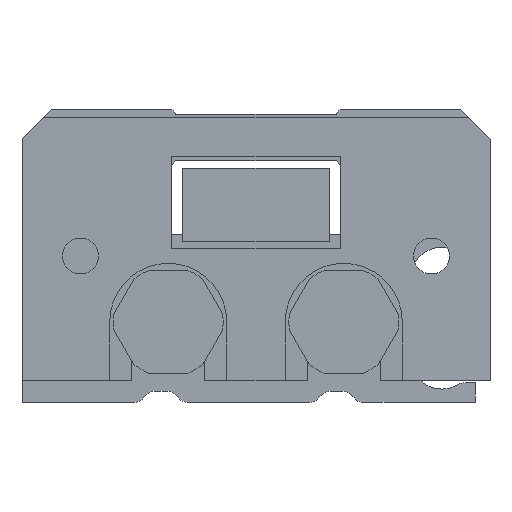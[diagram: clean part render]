
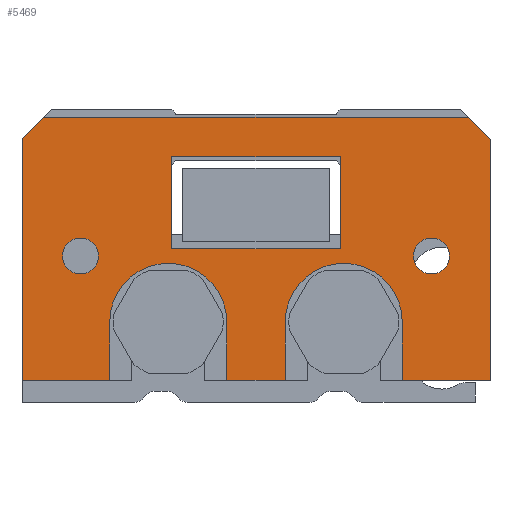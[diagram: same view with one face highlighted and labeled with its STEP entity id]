
A CAD part, front view. The second image highlights one B-rep face of the part: STEP entity #5469.
In plain terms, the highlighted planar face has unit normal (0, -1, 0).
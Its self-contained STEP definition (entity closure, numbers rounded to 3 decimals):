
#152=CIRCLE('',#5836,1.23);
#153=CIRCLE('',#5837,1.23);
#154=CIRCLE('',#5838,4.);
#155=CIRCLE('',#5839,4.);
#1004=ORIENTED_EDGE('',*,*,#1822,.F.);
#1005=ORIENTED_EDGE('',*,*,#1823,.F.);
#1006=ORIENTED_EDGE('',*,*,#1824,.F.);
#1007=ORIENTED_EDGE('',*,*,#1825,.F.);
#1008=ORIENTED_EDGE('',*,*,#1826,.T.);
#1009=ORIENTED_EDGE('',*,*,#1827,.T.);
#1010=ORIENTED_EDGE('',*,*,#1828,.T.);
#1011=ORIENTED_EDGE('',*,*,#1816,.F.);
#1012=ORIENTED_EDGE('',*,*,#1829,.F.);
#1013=ORIENTED_EDGE('',*,*,#1830,.T.);
#1014=ORIENTED_EDGE('',*,*,#1831,.F.);
#1015=ORIENTED_EDGE('',*,*,#1832,.T.);
#1016=ORIENTED_EDGE('',*,*,#1833,.F.);
#1017=ORIENTED_EDGE('',*,*,#1834,.F.);
#1018=ORIENTED_EDGE('',*,*,#1835,.F.);
#1019=ORIENTED_EDGE('',*,*,#1836,.F.);
#1020=ORIENTED_EDGE('',*,*,#1837,.F.);
#1021=ORIENTED_EDGE('',*,*,#1838,.F.);
#1022=ORIENTED_EDGE('',*,*,#1839,.T.);
#1023=ORIENTED_EDGE('',*,*,#1840,.T.);
#1816=EDGE_CURVE('',#2310,#2311,#2714,.T.);
#1822=EDGE_CURVE('',#2316,#2317,#2720,.T.);
#1823=EDGE_CURVE('',#2318,#2316,#2721,.T.);
#1824=EDGE_CURVE('',#2319,#2318,#2722,.T.);
#1825=EDGE_CURVE('',#2317,#2319,#2723,.T.);
#1826=EDGE_CURVE('',#2320,#2320,#152,.T.);
#1827=EDGE_CURVE('',#2321,#2321,#153,.T.);
#1828=EDGE_CURVE('',#2322,#2311,#2724,.T.);
#1829=EDGE_CURVE('',#2323,#2310,#2725,.T.);
#1830=EDGE_CURVE('',#2323,#2324,#2726,.F.);
#1831=EDGE_CURVE('',#2325,#2324,#2727,.T.);
#1832=EDGE_CURVE('',#2325,#2326,#2728,.F.);
#1833=EDGE_CURVE('',#2327,#2326,#2729,.T.);
#1834=EDGE_CURVE('',#2328,#2327,#2730,.T.);
#1835=EDGE_CURVE('',#2329,#2328,#2731,.T.);
#1836=EDGE_CURVE('',#2330,#2329,#154,.T.);
#1837=EDGE_CURVE('',#2331,#2330,#2732,.T.);
#1838=EDGE_CURVE('',#2332,#2331,#2733,.T.);
#1839=EDGE_CURVE('',#2332,#2333,#2734,.T.);
#1840=EDGE_CURVE('',#2333,#2322,#155,.T.);
#2310=VERTEX_POINT('',#8001);
#2311=VERTEX_POINT('',#8002);
#2316=VERTEX_POINT('',#8014);
#2317=VERTEX_POINT('',#8015);
#2318=VERTEX_POINT('',#8017);
#2319=VERTEX_POINT('',#8019);
#2320=VERTEX_POINT('',#8022);
#2321=VERTEX_POINT('',#8024);
#2322=VERTEX_POINT('',#8026);
#2323=VERTEX_POINT('',#8028);
#2324=VERTEX_POINT('',#8030);
#2325=VERTEX_POINT('',#8032);
#2326=VERTEX_POINT('',#8034);
#2327=VERTEX_POINT('',#8036);
#2328=VERTEX_POINT('',#8038);
#2329=VERTEX_POINT('',#8040);
#2330=VERTEX_POINT('',#8042);
#2331=VERTEX_POINT('',#8044);
#2332=VERTEX_POINT('',#8046);
#2333=VERTEX_POINT('',#8048);
#2714=LINE('',#8000,#3120);
#2720=LINE('',#8013,#3126);
#2721=LINE('',#8016,#3127);
#2722=LINE('',#8018,#3128);
#2723=LINE('',#8020,#3129);
#2724=LINE('',#8025,#3130);
#2725=LINE('',#8027,#3131);
#2726=LINE('',#8029,#3132);
#2727=LINE('',#8031,#3133);
#2728=LINE('',#8033,#3134);
#2729=LINE('',#8035,#3135);
#2730=LINE('',#8037,#3136);
#2731=LINE('',#8039,#3137);
#2732=LINE('',#8043,#3138);
#2733=LINE('',#8045,#3139);
#2734=LINE('',#8047,#3140);
#3120=VECTOR('',#6749,1000.);
#3126=VECTOR('',#6757,1000.);
#3127=VECTOR('',#6758,1000.);
#3128=VECTOR('',#6759,1000.);
#3129=VECTOR('',#6760,1000.);
#3130=VECTOR('',#6765,1000.);
#3131=VECTOR('',#6766,1000.);
#3132=VECTOR('',#6767,1000.);
#3133=VECTOR('',#6768,1000.);
#3134=VECTOR('',#6769,1000.);
#3135=VECTOR('',#6770,1000.);
#3136=VECTOR('',#6771,1000.);
#3137=VECTOR('',#6772,1000.);
#3138=VECTOR('',#6775,1000.);
#3139=VECTOR('',#6776,1000.);
#3140=VECTOR('',#6777,1000.);
#3499=EDGE_LOOP('',(#1004,#1005,#1006,#1007));
#3500=EDGE_LOOP('',(#1008));
#3501=EDGE_LOOP('',(#1009));
#3502=EDGE_LOOP('',(#1010,#1011,#1012,#1013,#1014,#1015,#1016,#1017,#1018,
#1019,#1020,#1021,#1022,#1023));
#3839=FACE_BOUND('',#3499,.T.);
#3840=FACE_BOUND('',#3500,.T.);
#3841=FACE_BOUND('',#3501,.T.);
#3842=FACE_BOUND('',#3502,.T.);
#4041=PLANE('',#5835);
#5469=ADVANCED_FACE('',(#3839,#3840,#3841,#3842),#4041,.F.);
#5835=AXIS2_PLACEMENT_3D('',#8012,#6755,#6756);
#5836=AXIS2_PLACEMENT_3D('',#8021,#6761,#6762);
#5837=AXIS2_PLACEMENT_3D('',#8023,#6763,#6764);
#5838=AXIS2_PLACEMENT_3D('',#8041,#6773,#6774);
#5839=AXIS2_PLACEMENT_3D('',#8049,#6778,#6779);
#6749=DIRECTION('',(-1.,0.,0.));
#6755=DIRECTION('',(0.,1.,0.));
#6756=DIRECTION('',(0.,0.,1.));
#6757=DIRECTION('',(1.,0.,0.));
#6758=DIRECTION('',(0.,0.,-1.));
#6759=DIRECTION('',(-1.,0.,0.));
#6760=DIRECTION('',(0.,0.,1.));
#6761=DIRECTION('',(0.,1.,0.));
#6762=DIRECTION('',(0.,0.,-1.));
#6763=DIRECTION('',(0.,1.,0.));
#6764=DIRECTION('',(0.,0.,-1.));
#6765=DIRECTION('',(0.,0.,-1.));
#6766=DIRECTION('',(0.,0.,-1.));
#6767=DIRECTION('',(0.707,0.,-0.707));
#6768=DIRECTION('',(1.,0.,0.));
#6769=DIRECTION('',(0.707,0.,0.707));
#6770=DIRECTION('',(0.,0.,1.));
#6771=DIRECTION('',(-1.,0.,0.));
#6772=DIRECTION('',(0.,0.,-1.));
#6773=DIRECTION('',(0.,-1.,0.));
#6774=DIRECTION('',(1.,0.,0.));
#6775=DIRECTION('',(0.,0.,1.));
#6776=DIRECTION('',(-1.,0.,0.));
#6777=DIRECTION('',(0.,0.,1.));
#6778=DIRECTION('',(0.,1.,0.));
#6779=DIRECTION('',(-1.,0.,0.));
#8000=CARTESIAN_POINT('',(16.,-5.,-14.25));
#8001=CARTESIAN_POINT('',(16.,-5.,-14.25));
#8002=CARTESIAN_POINT('',(10.,-5.,-14.25));
#8012=CARTESIAN_POINT('',(0.,-5.,0.));
#8013=CARTESIAN_POINT('',(-5.75,-5.,-5.25));
#8014=CARTESIAN_POINT('',(-5.75,-5.,-5.25));
#8015=CARTESIAN_POINT('',(5.75,-5.,-5.25));
#8016=CARTESIAN_POINT('',(-5.75,-5.,1.05));
#8017=CARTESIAN_POINT('',(-5.75,-5.,1.05));
#8018=CARTESIAN_POINT('',(5.75,-5.,1.05));
#8019=CARTESIAN_POINT('',(5.75,-5.,1.05));
#8020=CARTESIAN_POINT('',(5.75,-5.,-5.25));
#8021=CARTESIAN_POINT('',(-12.,-5.,-5.75));
#8022=CARTESIAN_POINT('',(-12.,-5.,-6.98));
#8023=CARTESIAN_POINT('',(12.,-5.,-5.75));
#8024=CARTESIAN_POINT('',(12.,-5.,-6.98));
#8025=CARTESIAN_POINT('',(10.,-5.,-14.25));
#8026=CARTESIAN_POINT('',(10.,-5.,-10.25));
#8027=CARTESIAN_POINT('',(16.,-5.,3.75));
#8028=CARTESIAN_POINT('',(16.,-5.,2.25));
#8029=CARTESIAN_POINT('',(14.5,-5.,3.75));
#8030=CARTESIAN_POINT('',(14.5,-5.,3.75));
#8031=CARTESIAN_POINT('',(-16.,-5.,3.75));
#8032=CARTESIAN_POINT('',(-14.5,-5.,3.75));
#8033=CARTESIAN_POINT('',(-16.,-5.,2.25));
#8034=CARTESIAN_POINT('',(-16.,-5.,2.25));
#8035=CARTESIAN_POINT('',(-16.,-5.,-14.25));
#8036=CARTESIAN_POINT('',(-16.,-5.,-14.25));
#8037=CARTESIAN_POINT('',(16.,-5.,-14.25));
#8038=CARTESIAN_POINT('',(-10.,-5.,-14.25));
#8039=CARTESIAN_POINT('',(-10.,-5.,-14.25));
#8040=CARTESIAN_POINT('',(-10.,-5.,-10.25));
#8041=CARTESIAN_POINT('',(-6.,-5.,-10.25));
#8042=CARTESIAN_POINT('',(-2.,-5.,-10.25));
#8043=CARTESIAN_POINT('',(-2.,-5.,-10.25));
#8044=CARTESIAN_POINT('',(-2.,-5.,-14.25));
#8045=CARTESIAN_POINT('',(16.,-5.,-14.25));
#8046=CARTESIAN_POINT('',(2.,-5.,-14.25));
#8047=CARTESIAN_POINT('',(2.,-5.,-10.25));
#8048=CARTESIAN_POINT('',(2.,-5.,-10.25));
#8049=CARTESIAN_POINT('',(6.,-5.,-10.25));
